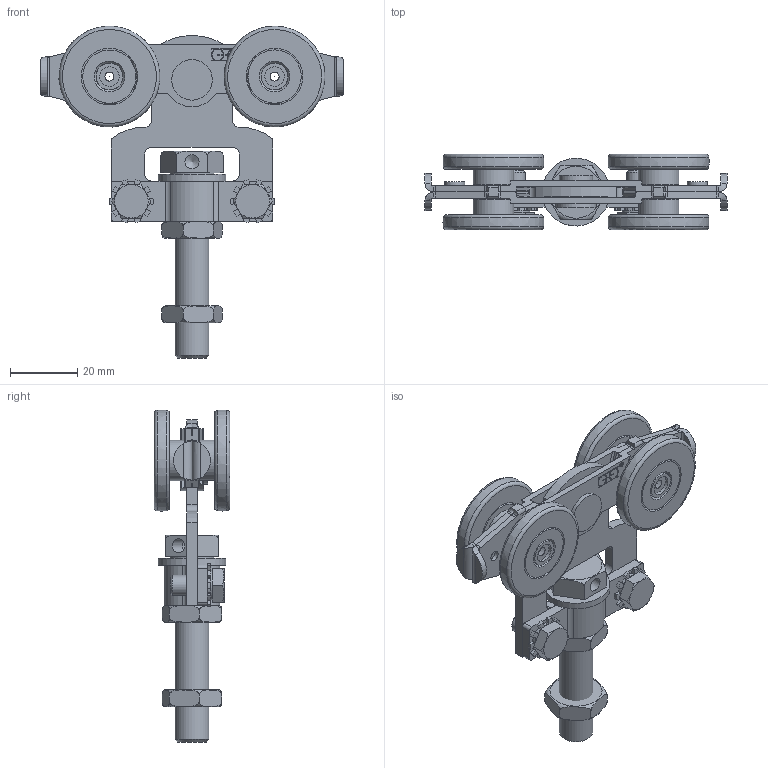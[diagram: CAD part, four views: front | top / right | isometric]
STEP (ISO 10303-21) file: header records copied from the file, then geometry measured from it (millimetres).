
FILE_DESCRIPTION(/* description */ (''),/* implementation_level */ '2;1');
FILE_NAME(/* name */ '2235.stp',/* time_stamp */ '2020-02-26T14:28:57+01:00',/* author */ ('DBARI'),/* organization */ (''),/* preprocessor_version */ 'ST-DEVELOPER v17.2',/* originating_system */ 'Autodesk Inventor 2019',/* authorisation */ '');
FILE_SCHEMA (('AUTOMOTIVE_DESIGN { 1 0 10303 214 3 1 1 }'));
Length unit declared in the file: millimetre
Products named in the file (14): 2235; 32235; 15165_A; 14987; 15211; 13581; 15213; 15213_1; 06010; 14988; 18476; 09014; U04527; 04563
Assembly tree (19 placements, depth 3):
  2235
    32235
      15165_A
      14987
      15211
    13581
    15213
    15213_1
    06010  x2
    14988
    18476  x4
    09014  x2
    U04527
    04563  x2
Bounding box: 89.6 x 22.4 x 98.5 mm (x, y, z)
Volume: 35567.8 mm3; surface area: 30334.2 mm2
Topology: 22 solids, 22 shells, 684 faces, 1798 edges, 1188 vertices
Faces by surface type: plane 319, cylinder 251, bspline 55, cone 30, torus 21, sphere 8
Full cylindrical faces by diameter (mm): 1.342 x1, 1.458 x1, 3 x2, 4.2 x3, 5 x2, 5.8 x4, 6 x4, 6.2 x4, 7.9 x4, 8.1 x4, 8.376 x2, 8.88 x2, 9.9 x1, 10 x1, 10.2 x3, 10.4 x1, 12 x5, 13 x1, 15.8 x4, 16.8 x4, 20.1 x1
Entity records: 20699 total; most frequent: CARTESIAN_POINT 6567, ORIENTED_EDGE 2854, DIRECTION 2784, EDGE_CURVE 1427, AXIS2_PLACEMENT_3D 973, VERTEX_POINT 940, LINE 838, VECTOR 838
